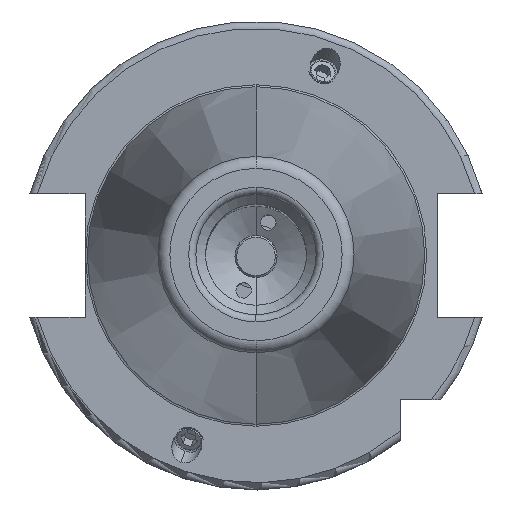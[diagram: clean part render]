
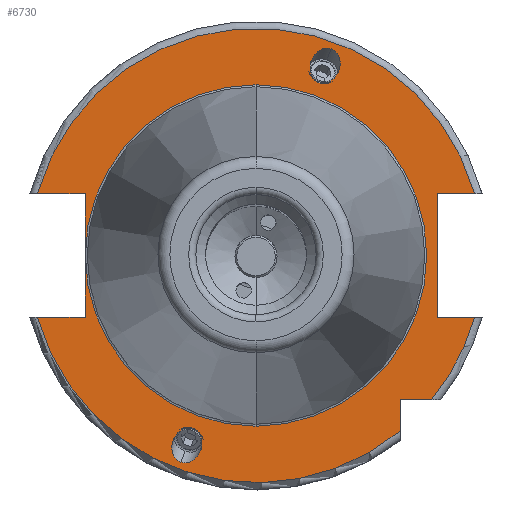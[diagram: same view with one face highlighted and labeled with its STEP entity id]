
A CAD part, top view. The second image highlights one B-rep face of the part: STEP entity #6730.
In plain terms, the highlighted planar face has unit normal (0, 0, 1).
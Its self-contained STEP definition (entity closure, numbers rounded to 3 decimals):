
#2156=CARTESIAN_POINT('',(0,0,15.9));
#2157=DIRECTION('',(0,0,1));
#2158=DIRECTION('',(0.962,0.272,0));
#2159=AXIS2_PLACEMENT_3D('',#2156,#2157,#2158);
#2207=CARTESIAN_POINT('',(0,0,15.9));
#2208=DIRECTION('',(0,0,1));
#2209=DIRECTION('',(-0.962,-0.272,0));
#2210=AXIS2_PLACEMENT_3D('',#2207,#2208,#2209);
#2226=DIRECTION('',(1,0,0));
#2227=VECTOR('',#2226,9.969);
#2228=CARTESIAN_POINT('',(-45.469,-12.85,15.9));
#2229=LINE('',#2228,#2227);
#2230=DIRECTION('',(0.,1,0));
#2231=VECTOR('',#2230,12.85);
#2232=CARTESIAN_POINT('',(-35.5,-12.85,15.9));
#2233=LINE('',#2232,#2231);
#2234=DIRECTION('',(0.,1,0));
#2235=VECTOR('',#2234,12.85);
#2236=CARTESIAN_POINT('',(-35.5,0,15.9));
#2237=LINE('',#2236,#2235);
#2238=DIRECTION('',(1,0,0));
#2239=VECTOR('',#2238,9.969);
#2240=CARTESIAN_POINT('',(-45.469,12.85,15.9));
#2241=LINE('',#2240,#2239);
#2242=DIRECTION('',(-1,0,0));
#2243=VECTOR('',#2242,7.769);
#2244=CARTESIAN_POINT('',(45.469,12.85,15.9));
#2245=LINE('',#2244,#2243);
#2246=DIRECTION('',(0,-1,0));
#2247=VECTOR('',#2246,25.7);
#2248=CARTESIAN_POINT('',(37.7,12.85,15.9));
#2249=LINE('',#2248,#2247);
#2250=DIRECTION('',(-1,0,0));
#2251=VECTOR('',#2250,7.769);
#2252=CARTESIAN_POINT('',(45.469,-12.85,15.9));
#2253=LINE('',#2252,#2251);
#2254=CARTESIAN_POINT('',(0,0,15.9));
#2255=DIRECTION('',(0,0,1));
#2256=DIRECTION('',(0.773,-0.635,0));
#2257=AXIS2_PLACEMENT_3D('',#2254,#2255,#2256);
#2259=DIRECTION('',(-1,0,0));
#2260=VECTOR('',#2259,6.504);
#2261=CARTESIAN_POINT('',(36.504,-30,15.9));
#2262=LINE('',#2261,#2260);
#2263=DIRECTION('',(0,1,0));
#2264=VECTOR('',#2263,6.504);
#2265=CARTESIAN_POINT('',(30,-36.504,15.9));
#2266=LINE('',#2265,#2264);
#2267=CARTESIAN_POINT('',(15.638,42.966,15.9));
#2268=CARTESIAN_POINT('',(15.301,43.089,15.9));
#2269=CARTESIAN_POINT('',(14.517,43.205,15.9));
#2270=CARTESIAN_POINT('',(13.205,42.774,15.9));
#2271=CARTESIAN_POINT('',(12.281,41.938,15.9));
#2272=CARTESIAN_POINT('',(11.759,41.131,15.9));
#2273=CARTESIAN_POINT('',(11.484,40.516,15.9));
#2274=CARTESIAN_POINT('',(11.299,39.867,15.9));
#2275=CARTESIAN_POINT('',(11.18,38.913,15.9));
#2276=CARTESIAN_POINT('',(11.35,37.679,15.9));
#2277=CARTESIAN_POINT('',(12.078,36.506,15.9));
#2278=CARTESIAN_POINT('',(12.754,36.091,15.9));
#2279=CARTESIAN_POINT('',(13.091,35.968,15.9));
#2281=CARTESIAN_POINT('',(13.091,35.968,15.9));
#2282=CARTESIAN_POINT('',(13.429,35.845,15.9));
#2283=CARTESIAN_POINT('',(14.213,35.729,15.9));
#2284=CARTESIAN_POINT('',(15.525,36.16,15.9));
#2285=CARTESIAN_POINT('',(16.448,36.996,15.9));
#2286=CARTESIAN_POINT('',(16.971,37.803,15.9));
#2287=CARTESIAN_POINT('',(17.246,38.418,15.9));
#2288=CARTESIAN_POINT('',(17.431,39.067,15.9));
#2289=CARTESIAN_POINT('',(17.549,40.021,15.9));
#2290=CARTESIAN_POINT('',(17.379,41.255,15.9));
#2291=CARTESIAN_POINT('',(16.651,42.428,15.9));
#2292=CARTESIAN_POINT('',(15.976,42.843,15.9));
#2293=CARTESIAN_POINT('',(15.638,42.966,15.9));
#2295=CARTESIAN_POINT('',(-15.638,-42.966,15.9));
#2296=CARTESIAN_POINT('',(-15.976,-42.843,15.9));
#2297=CARTESIAN_POINT('',(-16.651,-42.428,15.9));
#2298=CARTESIAN_POINT('',(-17.379,-41.255,15.9));
#2299=CARTESIAN_POINT('',(-17.549,-40.021,15.9));
#2300=CARTESIAN_POINT('',(-17.431,-39.067,15.9));
#2301=CARTESIAN_POINT('',(-17.246,-38.418,15.9));
#2302=CARTESIAN_POINT('',(-16.971,-37.803,15.9));
#2303=CARTESIAN_POINT('',(-16.448,-36.996,15.9));
#2304=CARTESIAN_POINT('',(-15.525,-36.16,15.9));
#2305=CARTESIAN_POINT('',(-14.213,-35.729,15.9));
#2306=CARTESIAN_POINT('',(-13.429,-35.845,15.9));
#2307=CARTESIAN_POINT('',(-13.091,-35.968,15.9));
#2309=CARTESIAN_POINT('',(-13.091,-35.968,15.9));
#2310=CARTESIAN_POINT('',(-12.754,-36.091,15.9));
#2311=CARTESIAN_POINT('',(-12.078,-36.506,15.9));
#2312=CARTESIAN_POINT('',(-11.35,-37.679,15.9));
#2313=CARTESIAN_POINT('',(-11.18,-38.913,15.9));
#2314=CARTESIAN_POINT('',(-11.299,-39.867,15.9));
#2315=CARTESIAN_POINT('',(-11.484,-40.516,15.9));
#2316=CARTESIAN_POINT('',(-11.759,-41.131,15.9));
#2317=CARTESIAN_POINT('',(-12.281,-41.938,15.9));
#2318=CARTESIAN_POINT('',(-13.205,-42.774,15.9));
#2319=CARTESIAN_POINT('',(-14.517,-43.205,15.9));
#2320=CARTESIAN_POINT('',(-15.301,-43.089,15.9));
#2321=CARTESIAN_POINT('',(-15.638,-42.966,15.9));
#2323=CARTESIAN_POINT('',(0,0,15.9));
#2324=DIRECTION('',(0,0,1));
#2325=DIRECTION('',(0,1,0));
#2326=AXIS2_PLACEMENT_3D('',#2323,#2324,#2325);
#2338=CARTESIAN_POINT('',(0,0,15.9));
#2339=DIRECTION('',(0,0,1));
#2340=DIRECTION('',(-1,0,0));
#2341=AXIS2_PLACEMENT_3D('',#2338,#2339,#2340);
#2343=CARTESIAN_POINT('',(0,0,15.9));
#2344=DIRECTION('',(0,0,-1));
#2345=DIRECTION('',(0,1,0));
#2346=AXIS2_PLACEMENT_3D('',#2343,#2344,#2345);
#3819=CARTESIAN_POINT('',(0,35.5,15.9));
#3821=VERTEX_POINT('',#3819);
#3841=CARTESIAN_POINT('',(0,-35.5,15.9));
#3843=VERTEX_POINT('',#3841);
#3989=CARTESIAN_POINT('',(-45.469,-12.85,15.9));
#3990=CARTESIAN_POINT('',(-35.5,-12.85,15.9));
#3991=VERTEX_POINT('',#3989);
#3992=VERTEX_POINT('',#3990);
#3993=CARTESIAN_POINT('',(-35.5,0,15.9));
#3994=VERTEX_POINT('',#3993);
#3995=CARTESIAN_POINT('',(-35.5,12.85,15.9));
#3996=VERTEX_POINT('',#3995);
#3997=CARTESIAN_POINT('',(-45.469,12.85,15.9));
#3998=VERTEX_POINT('',#3997);
#3999=CARTESIAN_POINT('',(37.7,12.85,15.9));
#4000=CARTESIAN_POINT('',(37.7,-12.85,15.9));
#4001=VERTEX_POINT('',#3999);
#4002=VERTEX_POINT('',#4000);
#4003=CARTESIAN_POINT('',(45.469,-12.85,15.9));
#4004=VERTEX_POINT('',#4003);
#4005=CARTESIAN_POINT('',(45.469,12.85,15.9));
#4006=VERTEX_POINT('',#4005);
#4007=CARTESIAN_POINT('',(30,-36.504,15.9));
#4008=CARTESIAN_POINT('',(30,-30,15.9));
#4009=VERTEX_POINT('',#4007);
#4010=VERTEX_POINT('',#4008);
#4011=CARTESIAN_POINT('',(36.504,-30,15.9));
#4012=VERTEX_POINT('',#4011);
#4105=VERTEX_POINT('',#2267);
#4106=VERTEX_POINT('',#2279);
#4161=CARTESIAN_POINT('',(-15.638,-42.966,15.9));
#4163=VERTEX_POINT('',#4161);
#4168=CARTESIAN_POINT('',(-13.091,-35.968,15.9));
#4169=VERTEX_POINT('',#4168);
#6691=CARTESIAN_POINT('',(0,0,15.9));
#6692=DIRECTION('',(0,0,-1));
#6693=DIRECTION('',(0,-1,0));
#6694=AXIS2_PLACEMENT_3D('',#6691,#6692,#6693);
#6695=PLANE('',#6694);
#6696=ORIENTED_EDGE('',*,*,#6090,.T.);
#6697=ORIENTED_EDGE('',*,*,#6126,.T.);
#6699=ORIENTED_EDGE('',*,*,#6698,.T.);
#6701=ORIENTED_EDGE('',*,*,#6700,.F.);
#6703=ORIENTED_EDGE('',*,*,#6702,.T.);
#6704=ORIENTED_EDGE('',*,*,#6124,.T.);
#6705=ORIENTED_EDGE('',*,*,#6159,.F.);
#6706=ORIENTED_EDGE('',*,*,#6669,.F.);
#6708=ORIENTED_EDGE('',*,*,#6707,.T.);
#6710=ORIENTED_EDGE('',*,*,#6709,.T.);
#6711=ORIENTED_EDGE('',*,*,#6040,.F.);
#6712=ORIENTED_EDGE('',*,*,#6659,.F.);
#6713=ORIENTED_EDGE('',*,*,#6215,.T.);
#6714=ORIENTED_EDGE('',*,*,#6266,.F.);
#6715=ORIENTED_EDGE('',*,*,#6685,.F.);
#6716=EDGE_LOOP('',(#6696,#6697,#6699,#6701,#6703,#6704,#6705,#6706,#6708,#6710,
#6711,#6712,#6713,#6714,#6715));
#6717=FACE_OUTER_BOUND('',#6716,.F.);
#6719=ORIENTED_EDGE('',*,*,#6718,.T.);
#6721=ORIENTED_EDGE('',*,*,#6720,.T.);
#6722=EDGE_LOOP('',(#6719,#6721));
#6723=FACE_BOUND('',#6722,.F.);
#6725=ORIENTED_EDGE('',*,*,#6724,.F.);
#6727=ORIENTED_EDGE('',*,*,#6726,.F.);
#6728=EDGE_LOOP('',(#6725,#6727));
#6729=FACE_BOUND('',#6728,.F.);
#6730=ADVANCED_FACE('',(#6717,#6723,#6729),#6695,.F.);
#2160=CIRCLE('',#2159,47.25);
#2211=CIRCLE('',#2210,47.25);
#2258=CIRCLE('',#2257,47.25);
#2280=B_SPLINE_CURVE_WITH_KNOTS('',3,(#2267,#2268,#2269,#2270,#2271,#2272,#2273,
#2274,#2275,#2276,#2277,#2278,#2279),.UNSPECIFIED.,.F.,.F.,(4,1,1,1,1,1,1,1,1,1,
4),(0,0.125,0.25,0.375,0.438,0.5,0.563,0.625,0.75,0.875,
1.0),.UNSPECIFIED.);
#2294=B_SPLINE_CURVE_WITH_KNOTS('',3,(#2281,#2282,#2283,#2284,#2285,#2286,#2287,
#2288,#2289,#2290,#2291,#2292,#2293),.UNSPECIFIED.,.F.,.F.,(4,1,1,1,1,1,1,1,1,1,
4),(0,0.125,0.25,0.375,0.438,0.5,0.563,0.625,0.75,0.875,
1.0),.UNSPECIFIED.);
#2308=B_SPLINE_CURVE_WITH_KNOTS('',3,(#2295,#2296,#2297,#2298,#2299,#2300,#2301,
#2302,#2303,#2304,#2305,#2306,#2307),.UNSPECIFIED.,.F.,.F.,(4,1,1,1,1,1,1,1,1,1,
4),(0,0.125,0.25,0.375,0.438,0.5,0.563,0.625,0.75,0.875,
1.0),.UNSPECIFIED.);
#2322=B_SPLINE_CURVE_WITH_KNOTS('',3,(#2309,#2310,#2311,#2312,#2313,#2314,#2315,
#2316,#2317,#2318,#2319,#2320,#2321),.UNSPECIFIED.,.F.,.F.,(4,1,1,1,1,1,1,1,1,1,
4),(0,0.125,0.25,0.375,0.438,0.5,0.563,0.625,0.75,0.875,
1.0),.UNSPECIFIED.);
#2327=CIRCLE('',#2326,35.5);
#2342=CIRCLE('',#2341,35.5);
#2347=CIRCLE('',#2346,35.5);
#6040=EDGE_CURVE('',#4004,#4002,#2253,.T.);
#6090=EDGE_CURVE('',#3991,#3992,#2229,.T.);
#6124=EDGE_CURVE('',#3994,#3996,#2237,.T.);
#6126=EDGE_CURVE('',#3992,#3994,#2233,.T.);
#6159=EDGE_CURVE('',#3998,#3996,#2241,.T.);
#6215=EDGE_CURVE('',#4012,#4010,#2262,.T.);
#6266=EDGE_CURVE('',#4009,#4010,#2266,.T.);
#6659=EDGE_CURVE('',#4012,#4004,#2258,.T.);
#6669=EDGE_CURVE('',#4006,#3998,#2160,.T.);
#6685=EDGE_CURVE('',#3991,#4009,#2211,.T.);
#6698=EDGE_CURVE('',#3994,#3843,#2342,.T.);
#6700=EDGE_CURVE('',#3821,#3843,#2347,.T.);
#6702=EDGE_CURVE('',#3821,#3994,#2327,.T.);
#6707=EDGE_CURVE('',#4006,#4001,#2245,.T.);
#6709=EDGE_CURVE('',#4001,#4002,#2249,.T.);
#6718=EDGE_CURVE('',#4105,#4106,#2280,.T.);
#6720=EDGE_CURVE('',#4106,#4105,#2294,.T.);
#6724=EDGE_CURVE('',#4163,#4169,#2308,.T.);
#6726=EDGE_CURVE('',#4169,#4163,#2322,.T.);
